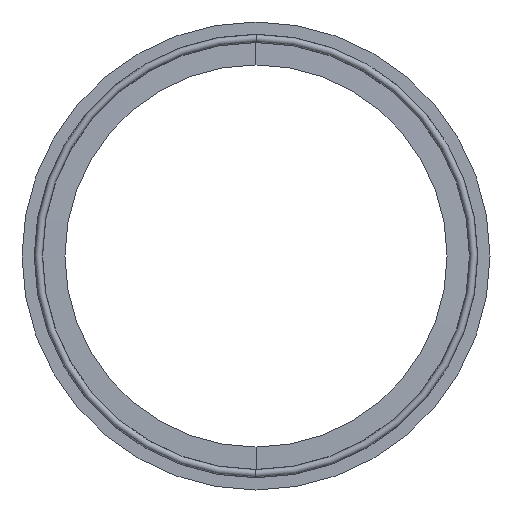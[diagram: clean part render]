
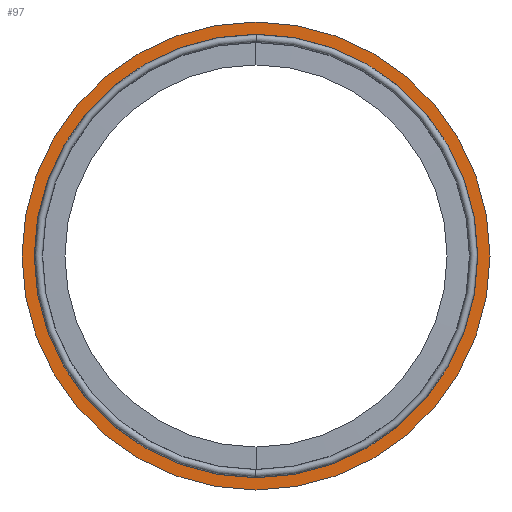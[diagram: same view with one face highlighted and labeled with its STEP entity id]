
A CAD part, left-side view. The second image highlights one B-rep face of the part: STEP entity #97.
In plain terms, the highlighted planar face has unit normal (-1, 0, 0).
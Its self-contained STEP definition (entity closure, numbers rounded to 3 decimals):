
#19 = CARTESIAN_POINT ( 'NONE',  ( -0.9, 0., 0. ) ) ;
#39 = PLANE ( 'NONE',  #828 ) ;
#49 = EDGE_CURVE ( 'NONE', #359, #447, #70, .T. ) ;
#51 = EDGE_CURVE ( 'NONE', #260, #676, #885, .T. ) ;
#54 = FACE_OUTER_BOUND ( 'NONE', #783, .T. ) ;
#70 = CIRCLE ( 'NONE', #488, 74.4 ) ;
#71 = DIRECTION ( 'NONE',  ( 0., 0., -1. ) ) ;
#90 = AXIS2_PLACEMENT_3D ( 'NONE', #19, #584, #224 ) ;
#97 = ADVANCED_FACE ( 'NONE', ( #673, #54 ), #39, .F. ) ;
#138 = CARTESIAN_POINT ( 'NONE',  ( -0.9, 0., 0. ) ) ;
#224 = DIRECTION ( 'NONE',  ( 0., 0., 1. ) ) ;
#236 = ORIENTED_EDGE ( 'NONE', *, *, #51, .T. ) ;
#240 = CARTESIAN_POINT ( 'NONE',  ( -0.9, 0., -78.5 ) ) ;
#248 = DIRECTION ( 'NONE',  ( -1., 0., 0. ) ) ;
#260 = VERTEX_POINT ( 'NONE', #350 ) ;
#292 = ORIENTED_EDGE ( 'NONE', *, *, #847, .T. ) ;
#317 = EDGE_CURVE ( 'NONE', #447, #359, #678, .T. ) ;
#339 = CARTESIAN_POINT ( 'NONE',  ( -0.9, 74.2, 0. ) ) ;
#350 = CARTESIAN_POINT ( 'NONE',  ( -0.9, 0., 78.5 ) ) ;
#357 = DIRECTION ( 'NONE',  ( 1., 0., 0. ) ) ;
#359 = VERTEX_POINT ( 'NONE', #759 ) ;
#447 = VERTEX_POINT ( 'NONE', #820 ) ;
#458 = ORIENTED_EDGE ( 'NONE', *, *, #49, .T. ) ;
#486 = ORIENTED_EDGE ( 'NONE', *, *, #317, .T. ) ;
#488 = AXIS2_PLACEMENT_3D ( 'NONE', #850, #646, #843 ) ;
#584 = DIRECTION ( 'NONE',  ( -1., 0., 0. ) ) ;
#594 = CARTESIAN_POINT ( 'NONE',  ( -0.9, 0., 0. ) ) ;
#599 = DIRECTION ( 'NONE',  ( 0., 0., -1. ) ) ;
#604 = AXIS2_PLACEMENT_3D ( 'NONE', #138, #357, #71 ) ;
#646 = DIRECTION ( 'NONE',  ( 1., 0., 0. ) ) ;
#673 = FACE_BOUND ( 'NONE', #740, .T. ) ;
#676 = VERTEX_POINT ( 'NONE', #240 ) ;
#678 = CIRCLE ( 'NONE', #604, 74.4 ) ;
#740 = EDGE_LOOP ( 'NONE', ( #486, #458 ) ) ;
#746 = DIRECTION ( 'NONE',  ( 1., 0., 0. ) ) ;
#759 = CARTESIAN_POINT ( 'NONE',  ( -0.9, 0., 74.4 ) ) ;
#783 = EDGE_LOOP ( 'NONE', ( #236, #292 ) ) ;
#820 = CARTESIAN_POINT ( 'NONE',  ( -0.9, 0., -74.4 ) ) ;
#828 = AXIS2_PLACEMENT_3D ( 'NONE', #339, #746, #599 ) ;
#843 = DIRECTION ( 'NONE',  ( 0., 0., -1. ) ) ;
#847 = EDGE_CURVE ( 'NONE', #676, #260, #851, .T. ) ;
#850 = CARTESIAN_POINT ( 'NONE',  ( -0.9, 0., 0. ) ) ;
#851 = CIRCLE ( 'NONE', #874, 78.5 ) ;
#873 = DIRECTION ( 'NONE',  ( 0., 0., 1. ) ) ;
#874 = AXIS2_PLACEMENT_3D ( 'NONE', #594, #248, #873 ) ;
#885 = CIRCLE ( 'NONE', #90, 78.5 ) ;
